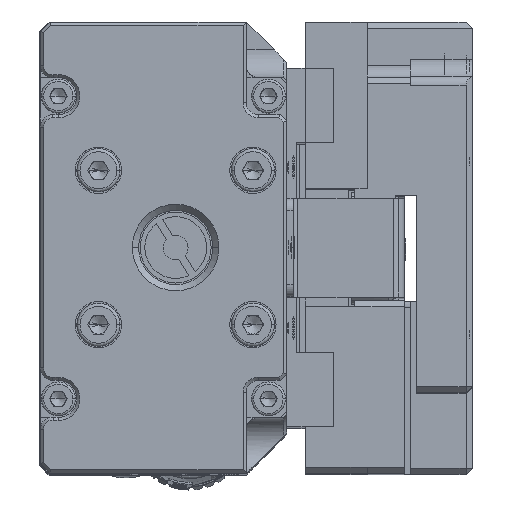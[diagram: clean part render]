
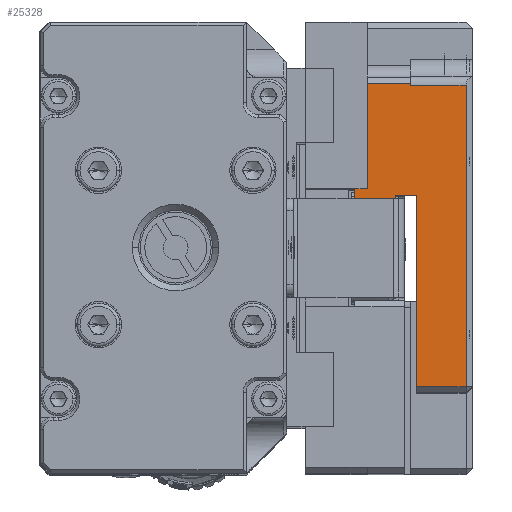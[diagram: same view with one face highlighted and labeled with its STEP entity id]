
A CAD part, top view. The second image highlights one B-rep face of the part: STEP entity #25328.
In plain terms, the highlighted planar face has unit normal (0, 0, 1).
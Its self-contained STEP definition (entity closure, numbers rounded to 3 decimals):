
#1403 = CARTESIAN_POINT ( 'NONE',  ( 193.006, 82.116, 37.5 ) ) ;
#1465 = DIRECTION ( 'NONE',  ( -1., 0., 0. ) ) ;
#1607 = VECTOR ( 'NONE', #112516, 1000. ) ;
#2099 = EDGE_CURVE ( 'NONE', #132121, #21051, #41551, .T. ) ;
#3749 = VECTOR ( 'NONE', #23236, 1000. ) ;
#5240 = VECTOR ( 'NONE', #90971, 1000. ) ;
#5704 = VECTOR ( 'NONE', #131488, 1000. ) ;
#5781 = CARTESIAN_POINT ( 'NONE',  ( 175.006, 50.358, 37.5 ) ) ;
#7280 = EDGE_CURVE ( 'NONE', #22899, #10748, #135199, .T. ) ;
#8108 = CARTESIAN_POINT ( 'NONE',  ( 190.506, 64.358, 37.5 ) ) ;
#8212 = ORIENTED_EDGE ( 'NONE', *, *, #31967, .F. ) ;
#8867 = VECTOR ( 'NONE', #37564, 1000. ) ;
#9050 = LINE ( 'NONE', #100094, #147048 ) ;
#9663 = EDGE_CURVE ( 'NONE', #91442, #115837, #84153, .T. ) ;
#10748 = VERTEX_POINT ( 'NONE', #1403 ) ;
#11188 = CARTESIAN_POINT ( 'NONE',  ( 193.006, 64.358, 37.5 ) ) ;
#11881 = ORIENTED_EDGE ( 'NONE', *, *, #16804, .F. ) ;
#12327 = LINE ( 'NONE', #125734, #39621 ) ;
#15187 = LINE ( 'NONE', #115199, #8867 ) ;
#16804 = EDGE_CURVE ( 'NONE', #101740, #132121, #15187, .T. ) ;
#18736 = DIRECTION ( 'NONE',  ( 0., 0., -1. ) ) ;
#21051 = VERTEX_POINT ( 'NONE', #74337 ) ;
#21976 = VECTOR ( 'NONE', #104841, 1000. ) ;
#22899 = VERTEX_POINT ( 'NONE', #62551 ) ;
#23236 = DIRECTION ( 'NONE',  ( 0., -1., 0. ) ) ;
#23913 = AXIS2_PLACEMENT_3D ( 'NONE', #140366, #18736, #41821 ) ;
#24735 = ORIENTED_EDGE ( 'NONE', *, *, #135949, .T. ) ;
#25328 = ADVANCED_FACE ( 'NONE', ( #60510 ), #106048, .F. ) ;
#27240 = VECTOR ( 'NONE', #141476, 1000. ) ;
#27914 = VERTEX_POINT ( 'NONE', #49006 ) ;
#28269 = EDGE_CURVE ( 'NONE', #55876, #112717, #91444, .T. ) ;
#28969 = CARTESIAN_POINT ( 'NONE',  ( 180.506, 55.858, 37.5 ) ) ;
#29580 = LINE ( 'NONE', #108705, #66685 ) ;
#29620 = DIRECTION ( 'NONE',  ( 0., 1., 0. ) ) ;
#29791 = EDGE_CURVE ( 'NONE', #27914, #49613, #49394, .T. ) ;
#30523 = CARTESIAN_POINT ( 'NONE',  ( 194.006, 32.358, 37.5 ) ) ;
#30879 = ORIENTED_EDGE ( 'NONE', *, *, #71266, .T. ) ;
#31967 = EDGE_CURVE ( 'NONE', #27914, #101740, #100990, .T. ) ;
#32923 = ORIENTED_EDGE ( 'NONE', *, *, #29791, .T. ) ;
#34484 = CARTESIAN_POINT ( 'NONE',  ( 186.006, 65.358, 37.5 ) ) ;
#36428 = LINE ( 'NONE', #70771, #5240 ) ;
#36639 = AXIS2_PLACEMENT_3D ( 'NONE', #28969, #108814, #64029 ) ;
#37479 = VERTEX_POINT ( 'NONE', #129305 ) ;
#37564 = DIRECTION ( 'NONE',  ( -1., 0., 0. ) ) ;
#39621 = VECTOR ( 'NONE', #57812, 1000. ) ;
#40857 = EDGE_CURVE ( 'NONE', #94885, #49613, #12327, .T. ) ;
#40893 = ORIENTED_EDGE ( 'NONE', *, *, #28269, .F. ) ;
#41361 = VERTEX_POINT ( 'NONE', #128504 ) ;
#41551 = LINE ( 'NONE', #5781, #66217 ) ;
#41808 = ORIENTED_EDGE ( 'NONE', *, *, #56012, .F. ) ;
#41821 = DIRECTION ( 'NONE',  ( -1., 0., 0. ) ) ;
#41850 = ORIENTED_EDGE ( 'NONE', *, *, #9663, .T. ) ;
#42221 = ORIENTED_EDGE ( 'NONE', *, *, #63283, .F. ) ;
#44594 = LINE ( 'NONE', #144650, #1607 ) ;
#49006 = CARTESIAN_POINT ( 'NONE',  ( 181.986, 52.358, 37.5 ) ) ;
#49394 = LINE ( 'NONE', #93462, #5704 ) ;
#49613 = VERTEX_POINT ( 'NONE', #112579 ) ;
#51985 = DIRECTION ( 'NONE',  ( 0., -1., 0. ) ) ;
#53045 = VERTEX_POINT ( 'NONE', #34484 ) ;
#53713 = EDGE_CURVE ( 'NONE', #22899, #37479, #44594, .T. ) ;
#55876 = VERTEX_POINT ( 'NONE', #76177 ) ;
#56012 = EDGE_CURVE ( 'NONE', #118895, #94885, #112678, .T. ) ;
#57104 = CARTESIAN_POINT ( 'NONE',  ( 184.006, 64.358, 37.5 ) ) ;
#57556 = EDGE_CURVE ( 'NONE', #37479, #53045, #29580, .T. ) ;
#57812 = DIRECTION ( 'NONE',  ( 0., -1., 0. ) ) ;
#58951 = DIRECTION ( 'NONE',  ( 0., 1., 0. ) ) ;
#60510 = FACE_OUTER_BOUND ( 'NONE', #139845, .T. ) ;
#62551 = CARTESIAN_POINT ( 'NONE',  ( 193.006, 82.358, 37.5 ) ) ;
#63283 = EDGE_CURVE ( 'NONE', #91442, #118895, #141753, .T. ) ;
#64029 = DIRECTION ( 'NONE',  ( -1., 0., 0. ) ) ;
#64039 = VECTOR ( 'NONE', #1465, 1000. ) ;
#66217 = VECTOR ( 'NONE', #29620, 1000. ) ;
#66685 = VECTOR ( 'NONE', #51985, 1000. ) ;
#70771 = CARTESIAN_POINT ( 'NONE',  ( 192.006, 61.358, 37.5 ) ) ;
#71266 = EDGE_CURVE ( 'NONE', #115837, #41361, #9050, .T. ) ;
#74337 = CARTESIAN_POINT ( 'NONE',  ( 175.006, 61.358, 37.5 ) ) ;
#76177 = CARTESIAN_POINT ( 'NONE',  ( 184.006, 61.358, 37.5 ) ) ;
#78088 = VECTOR ( 'NONE', #129691, 1000. ) ;
#80347 = DIRECTION ( 'NONE',  ( -1., 0., 0. ) ) ;
#84026 = LINE ( 'NONE', #139998, #27240 ) ;
#84153 = LINE ( 'NONE', #138638, #78088 ) ;
#85019 = CARTESIAN_POINT ( 'NONE',  ( 184.006, 65.358, 37.5 ) ) ;
#90550 = ORIENTED_EDGE ( 'NONE', *, *, #2099, .F. ) ;
#90971 = DIRECTION ( 'NONE',  ( -1., 0., 0. ) ) ;
#91442 = VERTEX_POINT ( 'NONE', #100029 ) ;
#91444 = LINE ( 'NONE', #57104, #21976 ) ;
#91463 = CARTESIAN_POINT ( 'NONE',  ( 202.006, 33.358, 37.5 ) ) ;
#93462 = CARTESIAN_POINT ( 'NONE',  ( 190.506, 52.358, 37.5 ) ) ;
#94885 = VERTEX_POINT ( 'NONE', #8108 ) ;
#99183 = DIRECTION ( 'NONE',  ( 0., 1., 0. ) ) ;
#100029 = CARTESIAN_POINT ( 'NONE',  ( 194.006, 33.358, 37.5 ) ) ;
#100094 = CARTESIAN_POINT ( 'NONE',  ( 202.006, 32.358, 37.5 ) ) ;
#100990 = CIRCLE ( 'NONE', #36639, 3.8 ) ;
#101740 = VERTEX_POINT ( 'NONE', #128181 ) ;
#104841 = DIRECTION ( 'NONE',  ( 0., 1., 0. ) ) ;
#105343 = ORIENTED_EDGE ( 'NONE', *, *, #7280, .F. ) ;
#106048 = PLANE ( 'NONE',  #23913 ) ;
#108705 = CARTESIAN_POINT ( 'NONE',  ( 186.006, 65.358, 37.5 ) ) ;
#108814 = DIRECTION ( 'NONE',  ( 0., 0., -1. ) ) ;
#110647 = EDGE_CURVE ( 'NONE', #53045, #112717, #133599, .T. ) ;
#112201 = ORIENTED_EDGE ( 'NONE', *, *, #53713, .T. ) ;
#112516 = DIRECTION ( 'NONE',  ( -1., 0., 0. ) ) ;
#112579 = CARTESIAN_POINT ( 'NONE',  ( 190.506, 52.358, 37.5 ) ) ;
#112678 = LINE ( 'NONE', #11188, #64039 ) ;
#112717 = VERTEX_POINT ( 'NONE', #85019 ) ;
#113551 = CARTESIAN_POINT ( 'NONE',  ( 193.006, 65.358, 37.5 ) ) ;
#115199 = CARTESIAN_POINT ( 'NONE',  ( 175.006, 52.058, 37.5 ) ) ;
#115837 = VERTEX_POINT ( 'NONE', #91463 ) ;
#116120 = VECTOR ( 'NONE', #80347, 1000. ) ;
#118895 = VERTEX_POINT ( 'NONE', #142528 ) ;
#120813 = ORIENTED_EDGE ( 'NONE', *, *, #40857, .F. ) ;
#121459 = EDGE_CURVE ( 'NONE', #41361, #10748, #84026, .T. ) ;
#125734 = CARTESIAN_POINT ( 'NONE',  ( 190.506, 50.358, 37.5 ) ) ;
#128181 = CARTESIAN_POINT ( 'NONE',  ( 180.506, 52.058, 37.5 ) ) ;
#128504 = CARTESIAN_POINT ( 'NONE',  ( 202.006, 82.116, 37.5 ) ) ;
#129305 = CARTESIAN_POINT ( 'NONE',  ( 186.006, 82.358, 37.5 ) ) ;
#129691 = DIRECTION ( 'NONE',  ( 1., 0., 0. ) ) ;
#131086 = ORIENTED_EDGE ( 'NONE', *, *, #121459, .T. ) ;
#131488 = DIRECTION ( 'NONE',  ( 1., 0., 0. ) ) ;
#132036 = VECTOR ( 'NONE', #99183, 1000. ) ;
#132121 = VERTEX_POINT ( 'NONE', #145566 ) ;
#133599 = LINE ( 'NONE', #144054, #116120 ) ;
#133782 = ORIENTED_EDGE ( 'NONE', *, *, #57556, .T. ) ;
#135199 = LINE ( 'NONE', #113551, #3749 ) ;
#135949 = EDGE_CURVE ( 'NONE', #55876, #21051, #36428, .T. ) ;
#138638 = CARTESIAN_POINT ( 'NONE',  ( 203.006, 33.358, 37.5 ) ) ;
#139845 = EDGE_LOOP ( 'NONE', ( #90550, #11881, #8212, #32923, #120813, #41808, #42221, #41850, #30879, #131086, #105343, #112201, #133782, #143416, #40893, #24735 ) ) ;
#139998 = CARTESIAN_POINT ( 'NONE',  ( 203.006, 82.116, 37.5 ) ) ;
#140366 = CARTESIAN_POINT ( 'NONE',  ( 192.006, 65.358, 37.5 ) ) ;
#141476 = DIRECTION ( 'NONE',  ( -1., 0., 0. ) ) ;
#141753 = LINE ( 'NONE', #30523, #132036 ) ;
#142528 = CARTESIAN_POINT ( 'NONE',  ( 194.006, 64.358, 37.5 ) ) ;
#143416 = ORIENTED_EDGE ( 'NONE', *, *, #110647, .T. ) ;
#144054 = CARTESIAN_POINT ( 'NONE',  ( 193.006, 65.358, 37.5 ) ) ;
#144650 = CARTESIAN_POINT ( 'NONE',  ( 192.006, 82.358, 37.5 ) ) ;
#145566 = CARTESIAN_POINT ( 'NONE',  ( 175.006, 52.058, 37.5 ) ) ;
#147048 = VECTOR ( 'NONE', #58951, 1000. ) ;
